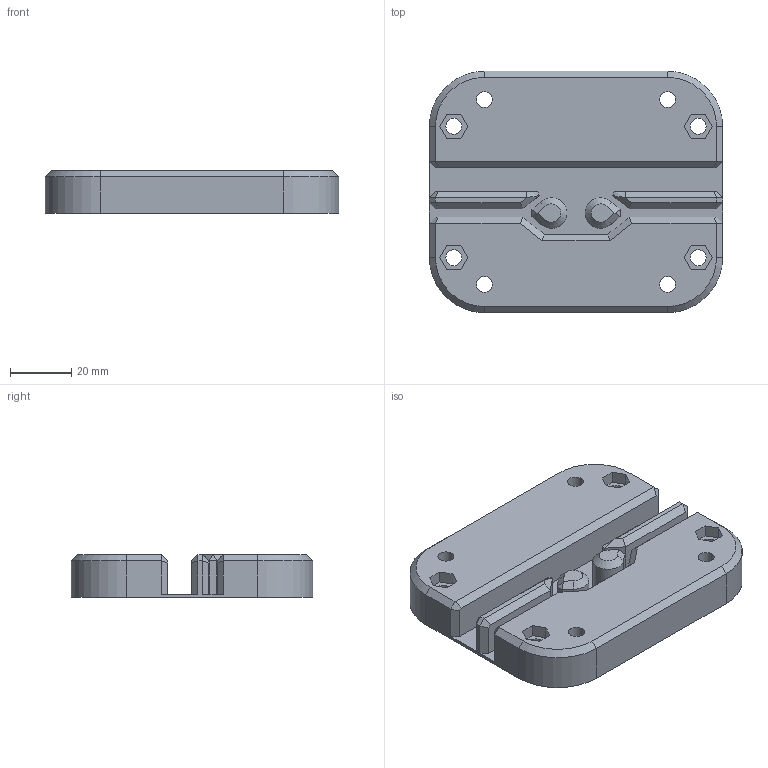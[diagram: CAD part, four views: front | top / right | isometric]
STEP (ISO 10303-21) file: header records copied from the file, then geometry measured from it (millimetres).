
FILE_DESCRIPTION(('FreeCAD Model'),'2;1');
FILE_NAME('Open CASCADE Shape Model','2022-02-12T18:56:27',('Author'),( ''),'Open CASCADE STEP processor 7.5','FreeCAD','Unknown');
FILE_SCHEMA(('AUTOMOTIVE_DESIGN { 1 0 10303 214 1 1 1 1 }'));
Length unit declared in the file: millimetre
Products named in the file (1): carriage.adapter
Bounding box: 96 x 79 x 14 mm (x, y, z)
Volume: 82031.1 mm3; surface area: 25023.6 mm2
Topology: 1 solids, 1 shells, 152 faces, 384 edges, 244 vertices
Faces by surface type: plane 130, cylinder 14, cone 6, bspline 2
Full cylindrical faces by diameter (mm): 5.2 x8
Entity records: 9516 total; most frequent: CARTESIAN_POINT 1783, DIRECTION 1388, LINE 990, VECTOR 990, ORIENTED_EDGE 768, PCURVE 768, DEFINITIONAL_REPRESENTATION 768, EDGE_CURVE 384
